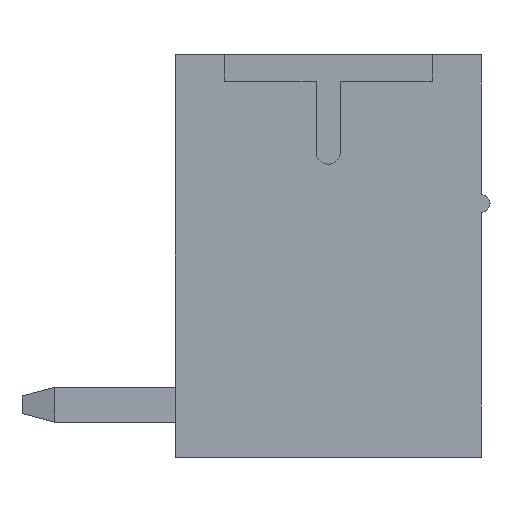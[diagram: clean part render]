
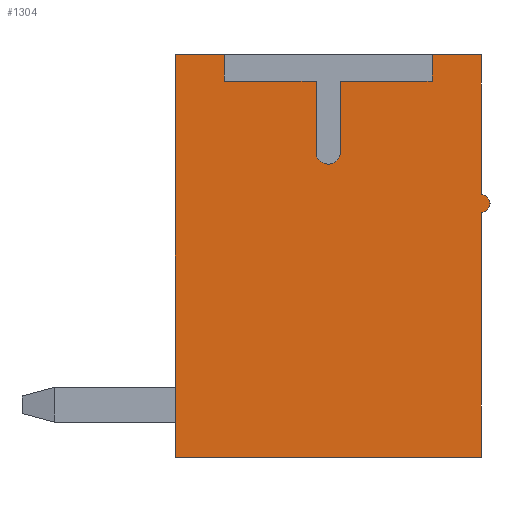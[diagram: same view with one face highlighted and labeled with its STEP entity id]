
A CAD part, left-side view. The second image highlights one B-rep face of the part: STEP entity #1304.
In plain terms, the highlighted planar face has unit normal (-1, 0, 0).
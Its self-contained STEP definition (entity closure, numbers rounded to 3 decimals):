
#1304 = ADVANCED_FACE( '', ( #3100 ), #3101, .F. );
#3100 = FACE_OUTER_BOUND( '', #5515, .T. );
#3101 = PLANE( '', #5516 );
#5515 = EDGE_LOOP( '', ( #8911, #8912, #8913, #8914, #8915, #8916, #8917, #8918, #8919, #8920, #8921, #8922, #8923, #8924 ) );
#5516 = AXIS2_PLACEMENT_3D( '', #8925, #8926, #8927 );
#8911 = ORIENTED_EDGE( '', *, *, #15752, .T. );
#8912 = ORIENTED_EDGE( '', *, *, #15753, .T. );
#8913 = ORIENTED_EDGE( '', *, *, #15754, .T. );
#8914 = ORIENTED_EDGE( '', *, *, #15755, .T. );
#8915 = ORIENTED_EDGE( '', *, *, #15756, .T. );
#8916 = ORIENTED_EDGE( '', *, *, #15757, .T. );
#8917 = ORIENTED_EDGE( '', *, *, #15210, .T. );
#8918 = ORIENTED_EDGE( '', *, *, #15758, .T. );
#8919 = ORIENTED_EDGE( '', *, *, #15759, .T. );
#8920 = ORIENTED_EDGE( '', *, *, #15760, .T. );
#8921 = ORIENTED_EDGE( '', *, *, #15761, .T. );
#8922 = ORIENTED_EDGE( '', *, *, #15762, .T. );
#8923 = ORIENTED_EDGE( '', *, *, #15763, .T. );
#8924 = ORIENTED_EDGE( '', *, *, #15640, .T. );
#8925 = CARTESIAN_POINT( '', ( -32.83, 0., 2.375 ) );
#8926 = DIRECTION( '', ( 1., 0., 0. ) );
#8927 = DIRECTION( '', ( 0., 0., -1. ) );
#15210 = EDGE_CURVE( '', #18441, #18439, #18442, .T. );
#15640 = EDGE_CURVE( '', #19179, #19180, #19181, .F. );
#15752 = EDGE_CURVE( '', #19180, #19364, #19365, .T. );
#15753 = EDGE_CURVE( '', #19364, #19366, #19367, .T. );
#15754 = EDGE_CURVE( '', #19366, #19368, #19369, .T. );
#15755 = EDGE_CURVE( '', #19368, #19370, #19371, .T. );
#15756 = EDGE_CURVE( '', #19370, #19372, #19373, .T. );
#15757 = EDGE_CURVE( '', #19372, #18441, #19374, .T. );
#15758 = EDGE_CURVE( '', #18439, #19375, #19376, .T. );
#15759 = EDGE_CURVE( '', #19375, #19377, #19378, .T. );
#15760 = EDGE_CURVE( '', #19377, #19379, #19380, .T. );
#15761 = EDGE_CURVE( '', #19379, #19381, #19382, .T. );
#15762 = EDGE_CURVE( '', #19381, #19383, #19384, .T. );
#15763 = EDGE_CURVE( '', #19383, #19179, #19385, .T. );
#18439 = VERTEX_POINT( '', #23110 );
#18441 = VERTEX_POINT( '', #23113 );
#18442 = LINE( '', #23114, #23115 );
#19179 = VERTEX_POINT( '', #24184 );
#19180 = VERTEX_POINT( '', #24185 );
#19181 = CIRCLE( '', #24186, 0.2 );
#19364 = VERTEX_POINT( '', #24455 );
#19365 = LINE( '', #24456, #24457 );
#19366 = VERTEX_POINT( '', #24458 );
#19367 = LINE( '', #24459, #24460 );
#19368 = VERTEX_POINT( '', #24461 );
#19369 = LINE( '', #24462, #24463 );
#19370 = VERTEX_POINT( '', #24464 );
#19371 = LINE( '', #24465, #24466 );
#19372 = VERTEX_POINT( '', #24467 );
#19373 = LINE( '', #24468, #24469 );
#19374 = CIRCLE( '', #24470, 0.275 );
#19375 = VERTEX_POINT( '', #24471 );
#19376 = LINE( '', #24472, #24473 );
#19377 = VERTEX_POINT( '', #24474 );
#19378 = LINE( '', #24475, #24476 );
#19379 = VERTEX_POINT( '', #24477 );
#19380 = LINE( '', #24478, #24479 );
#19381 = VERTEX_POINT( '', #24480 );
#19382 = LINE( '', #24481, #24482 );
#19383 = VERTEX_POINT( '', #24483 );
#19384 = LINE( '', #24484, #24485 );
#19385 = LINE( '', #24486, #24487 );
#23110 = CARTESIAN_POINT( '', ( -32.83, 0.275, 4. ) );
#23113 = CARTESIAN_POINT( '', ( -32.83, 0.275, 2.375 ) );
#23114 = CARTESIAN_POINT( '', ( -32.83, 0.275, 2.375 ) );
#23115 = VECTOR( '', #28890, 1000. );
#24184 = CARTESIAN_POINT( '', ( -32.83, -3.5, 1. ) );
#24185 = CARTESIAN_POINT( '', ( -32.83, -3.5, 1.4 ) );
#24186 = AXIS2_PLACEMENT_3D( '', #29280, #29281, #29282 );
#24455 = CARTESIAN_POINT( '', ( -32.83, -3.5, 4.6 ) );
#24456 = CARTESIAN_POINT( '', ( -32.83, -3.5, 1.4 ) );
#24457 = VECTOR( '', #29381, 1000. );
#24458 = CARTESIAN_POINT( '', ( -32.83, -2.375, 4.6 ) );
#24459 = CARTESIAN_POINT( '', ( -32.83, -3.871, 4.6 ) );
#24460 = VECTOR( '', #29382, 1000. );
#24461 = CARTESIAN_POINT( '', ( -32.83, -2.375, 4. ) );
#24462 = CARTESIAN_POINT( '', ( -32.83, -2.375, 4.6 ) );
#24463 = VECTOR( '', #29383, 1000. );
#24464 = CARTESIAN_POINT( '', ( -32.83, -0.275, 4. ) );
#24465 = CARTESIAN_POINT( '', ( -32.83, -2.375, 4. ) );
#24466 = VECTOR( '', #29384, 1000. );
#24467 = CARTESIAN_POINT( '', ( -32.83, -0.275, 2.375 ) );
#24468 = CARTESIAN_POINT( '', ( -32.83, -0.275, 4. ) );
#24469 = VECTOR( '', #29385, 1000. );
#24470 = AXIS2_PLACEMENT_3D( '', #29386, #29387, #29388 );
#24471 = CARTESIAN_POINT( '', ( -32.83, 2.375, 4. ) );
#24472 = CARTESIAN_POINT( '', ( -32.83, 0.275, 4. ) );
#24473 = VECTOR( '', #29389, 1000. );
#24474 = CARTESIAN_POINT( '', ( -32.83, 2.375, 4.6 ) );
#24475 = CARTESIAN_POINT( '', ( -32.83, 2.375, 4. ) );
#24476 = VECTOR( '', #29390, 1000. );
#24477 = CARTESIAN_POINT( '', ( -32.83, 3.5, 4.6 ) );
#24478 = CARTESIAN_POINT( '', ( -32.83, 2.375, 4.6 ) );
#24479 = VECTOR( '', #29391, 1000. );
#24480 = CARTESIAN_POINT( '', ( -32.83, 3.5, -4.6 ) );
#24481 = CARTESIAN_POINT( '', ( -32.83, 3.5, 4.6 ) );
#24482 = VECTOR( '', #29392, 1000. );
#24483 = CARTESIAN_POINT( '', ( -32.83, -3.5, -4.6 ) );
#24484 = CARTESIAN_POINT( '', ( -32.83, 3.5, -4.6 ) );
#24485 = VECTOR( '', #29393, 1000. );
#24486 = CARTESIAN_POINT( '', ( -32.83, -3.5, -4.6 ) );
#24487 = VECTOR( '', #29394, 1000. );
#28890 = DIRECTION( '', ( 0., 0., 1. ) );
#29280 = CARTESIAN_POINT( '', ( -32.83, -3.5, 1.2 ) );
#29281 = DIRECTION( '', ( 1., 0., 0. ) );
#29282 = DIRECTION( '', ( 0., 0., -1. ) );
#29381 = DIRECTION( '', ( 0., 0., 1. ) );
#29382 = DIRECTION( '', ( 0., 1., 0. ) );
#29383 = DIRECTION( '', ( 0., 0., -1. ) );
#29384 = DIRECTION( '', ( 0., 1., 0. ) );
#29385 = DIRECTION( '', ( 0., 0., -1. ) );
#29386 = CARTESIAN_POINT( '', ( -32.83, 0., 2.375 ) );
#29387 = DIRECTION( '', ( 1., 0., 0. ) );
#29388 = DIRECTION( '', ( 0., -1., 0. ) );
#29389 = DIRECTION( '', ( 0., 1., 0. ) );
#29390 = DIRECTION( '', ( 0., 0., 1. ) );
#29391 = DIRECTION( '', ( 0., 1., 0. ) );
#29392 = DIRECTION( '', ( 0., 0., -1. ) );
#29393 = DIRECTION( '', ( 0., -1., 0. ) );
#29394 = DIRECTION( '', ( 0., 0., 1. ) );
